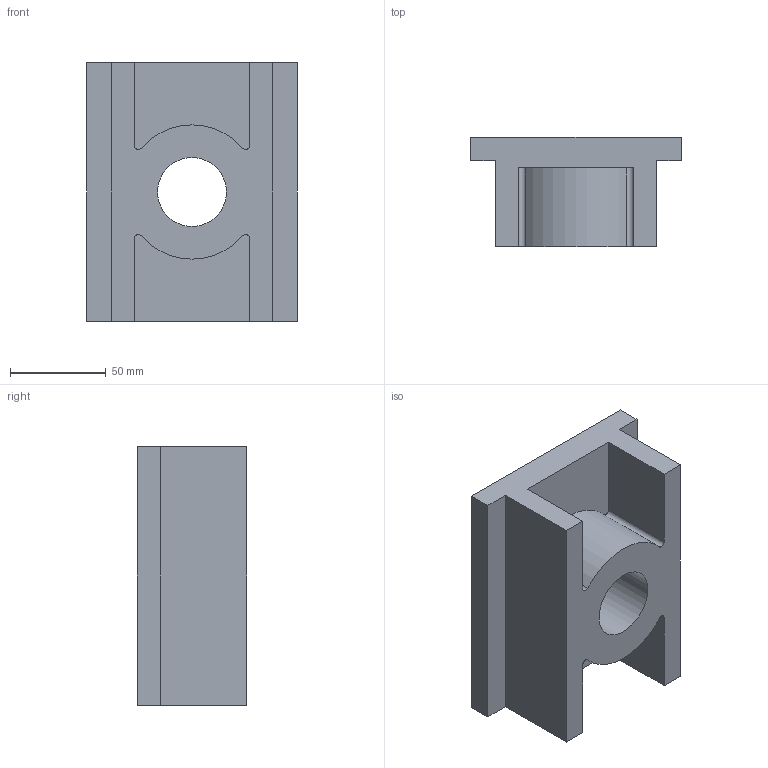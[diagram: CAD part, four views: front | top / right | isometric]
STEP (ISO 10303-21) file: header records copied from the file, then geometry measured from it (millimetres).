
FILE_DESCRIPTION(/* description */ ('STEP AP242','CAx-IF Rec.Pracs.---Representation and Presentation of Product Manufacturing Information (PMI)---4.0---2014-10-13','CAx-IF Rec.Pracs.---3D Tessellated Geometry---0.4---2014-09-14','2;1'),/* implementation_level */ '2;1');
FILE_NAME(/* name */ '658410a41132d11bfd7af345',/* time_stamp */ '2023-12-21T10:17:09Z',/* author */ (''),/* organization */ (''),/* preprocessor_version */ 'ST-DEVELOPER v19.4',/* originating_system */ ' ',/* authorisation */ ' ');
FILE_SCHEMA (('AP242_MANAGED_MODEL_BASED_3D_ENGINEERING_MIM_LF { 1 0 10303 442 1 1 4 }'));
Length unit declared in the file: metre
Products named in the file (1): Part 1
Bounding box: 110 x 57 x 135 mm (x, y, z)
Volume: 447270.4 mm3; surface area: 67607.8 mm2
Topology: 1 solids, 1 shells, 23 faces, 63 edges, 42 vertices
Faces by surface type: plane 16, cylinder 7
Full cylindrical faces by diameter (mm): 36 x1
Entity records: 752 total; most frequent: CARTESIAN_POINT 128, ORIENTED_EDGE 124, DIRECTION 124, EDGE_CURVE 62, LINE 48, VECTOR 48, VERTEX_POINT 42, AXIS2_PLACEMENT_3D 38
